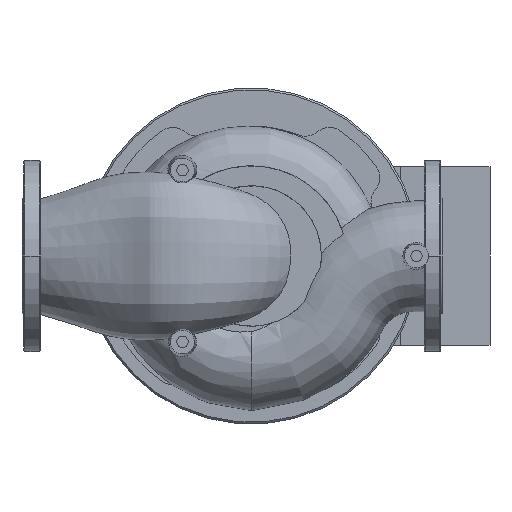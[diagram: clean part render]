
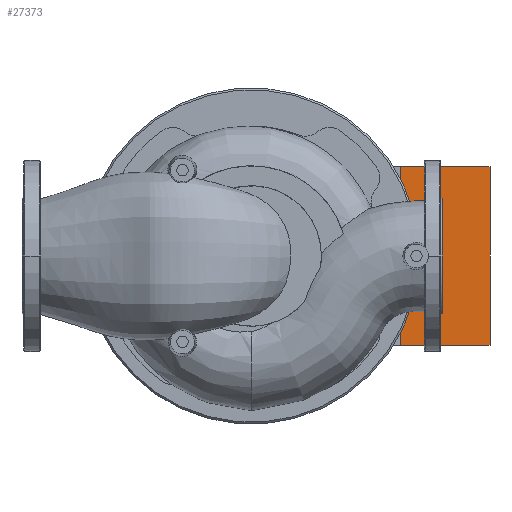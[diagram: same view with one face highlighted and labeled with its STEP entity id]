
A CAD part, front view. The second image highlights one B-rep face of the part: STEP entity #27373.
In plain terms, the highlighted planar face has unit normal (0, -1, 0).
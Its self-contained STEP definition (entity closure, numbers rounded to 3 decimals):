
#27334=CARTESIAN_POINT('',(490.0,372.0,-93.6));
#27335=DIRECTION('',(0.0,-1.0,0.0));
#27336=DIRECTION('',(0.0,0.0,-1.0));
#27337=AXIS2_PLACEMENT_3D('',#27334,#27335,#27336);
#27338=PLANE('',#27337);
#27339=CARTESIAN_POINT('',(490.0,372.0,93.6));
#27340=VERTEX_POINT('',#27339);
#27341=CARTESIAN_POINT('',(396.0,372.0,93.6));
#27342=VERTEX_POINT('',#27341);
#27343=CARTESIAN_POINT('',(490.0,372.0,93.6));
#27344=DIRECTION('',(-1.0,0.0,0.0));
#27345=VECTOR('',#27344,94.0);
#27346=LINE('',#27343,#27345);
#27347=EDGE_CURVE('',#27340,#27342,#27346,.T.);
#27348=ORIENTED_EDGE('',*,*,#27347,.T.);
#27349=CARTESIAN_POINT('',(396.0,372.0,-93.6));
#27350=VERTEX_POINT('',#27349);
#27351=CARTESIAN_POINT('',(396.0,372.0,-93.6));
#27352=DIRECTION('',(0.0,0.0,1.0));
#27353=VECTOR('',#27352,187.2);
#27354=LINE('',#27351,#27353);
#27355=EDGE_CURVE('',#27350,#27342,#27354,.T.);
#27356=ORIENTED_EDGE('',*,*,#27355,.F.);
#27357=CARTESIAN_POINT('',(490.0,372.0,-93.6));
#27358=VERTEX_POINT('',#27357);
#27359=CARTESIAN_POINT('',(490.0,372.0,-93.6));
#27360=DIRECTION('',(-1.0,0.0,0.0));
#27361=VECTOR('',#27360,94.0);
#27362=LINE('',#27359,#27361);
#27363=EDGE_CURVE('',#27358,#27350,#27362,.T.);
#27364=ORIENTED_EDGE('',*,*,#27363,.F.);
#27365=CARTESIAN_POINT('',(490.0,372.0,-93.6));
#27366=DIRECTION('',(0.0,0.0,1.0));
#27367=VECTOR('',#27366,187.2);
#27368=LINE('',#27365,#27367);
#27369=EDGE_CURVE('',#27358,#27340,#27368,.T.);
#27370=ORIENTED_EDGE('',*,*,#27369,.T.);
#27371=EDGE_LOOP('',(#27348,#27356,#27364,#27370));
#27372=FACE_OUTER_BOUND('',#27371,.T.);
#27373=ADVANCED_FACE('',(#27372),#27338,.T.);
